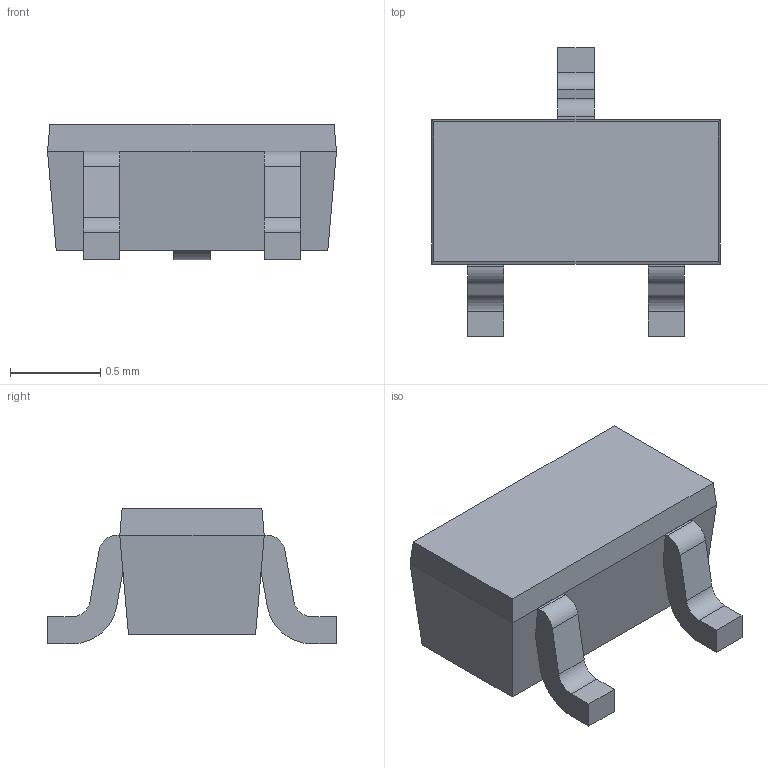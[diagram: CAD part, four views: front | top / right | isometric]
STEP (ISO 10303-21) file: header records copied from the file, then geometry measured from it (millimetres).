
FILE_DESCRIPTION(('FreeCAD Model'),'2;1');
FILE_NAME('Open CASCADE Shape Model','2024-12-02T10:27:36',('Author'),( ''),'Open CASCADE STEP processor 7.6','FreeCAD','Unknown');
FILE_SCHEMA(('AUTOMOTIVE_DESIGN { 1 0 10303 214 1 1 1 1 }'));
Length unit declared in the file: millimetre
Products named in the file (5): SSM v006; SSM v2; SSM v003; SSM v004; SSM v005
Assembly tree (4 placements, depth 2):
  SSM v006
    SSM v2
    SSM v003
    SSM v004
    SSM v005
Bounding box: 1.6 x 1.6 x 0.75 mm (x, y, z)
Volume: 0.9 mm3; surface area: 7.2 mm2
Topology: 4 solids, 4 shells, 46 faces, 110 edges, 72 vertices
Faces by surface type: plane 37, cylinder 9
Entity records: 1439 total; most frequent: CARTESIAN_POINT 233, DIRECTION 230, ORIENTED_EDGE 220, EDGE_CURVE 110, LINE 92, VECTOR 92, VERTEX_POINT 72, AXIS2_PLACEMENT_3D 69
